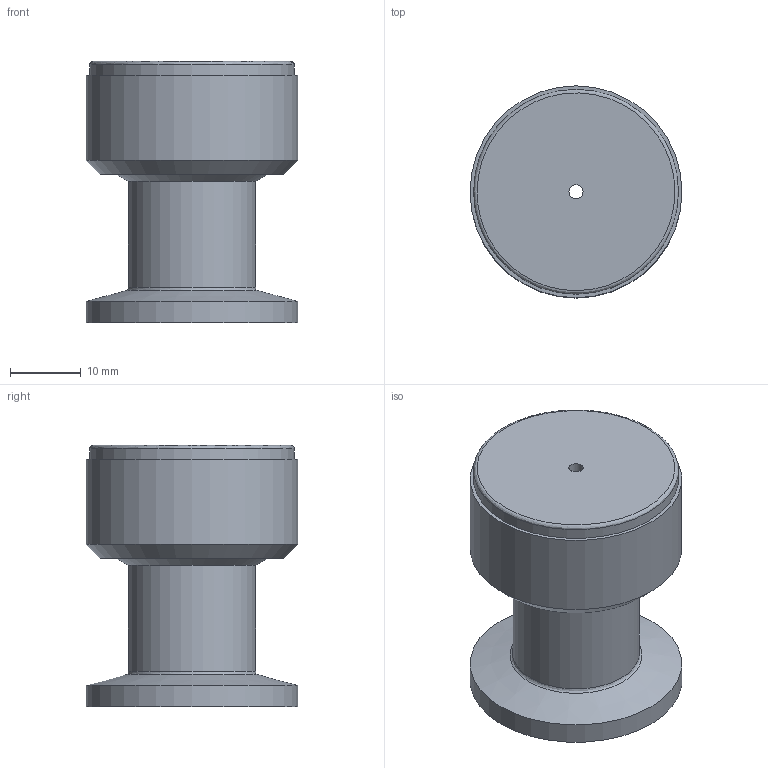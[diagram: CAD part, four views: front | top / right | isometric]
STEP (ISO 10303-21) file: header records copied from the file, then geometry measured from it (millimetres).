
FILE_DESCRIPTION (( 'STEP AP214' ), '1' );
FILE_NAME ('PTC1X1.5KF10 FULLVAC.STEP', '2021-03-15T08:57:58', ( '' ), ( '' ), 'SwSTEP 2.0', 'SolidWorks 2017', '' );
FILE_SCHEMA (( 'AUTOMOTIVE_DESIGN' ));
Length unit declared in the file: millimetre
Products named in the file (3): PTC1X1.5KF10 FULLVAC; 1^PTC1X1.5KF10 FULLVAC; 2^PTC1X1.5KF10 FULLVAC
Assembly tree (2 placements, depth 2):
  PTC1X1.5KF10 FULLVAC
    1^PTC1X1.5KF10 FULLVAC
    2^PTC1X1.5KF10 FULLVAC
Bounding box: 30 x 30 x 37 mm (x, y, z)
Volume: 10846.1 mm3; surface area: 8463.6 mm2
Topology: 2 solids, 2 shells, 27 faces, 51 edges, 32 vertices
Faces by surface type: cylinder 11, plane 8, cone 6, bspline 2
Full cylindrical faces by diameter (mm): 2 x1, 11 x1, 12.2 x1, 16.5 x1, 18 x1, 22 x2, 24 x1, 29 x1, 30 x2
Entity records: 721 total; most frequent: CARTESIAN_POINT 146, DIRECTION 112, AXIS2_PLACEMENT_3D 56, ORIENTED_EDGE 54, EDGE_LOOP 54, FACE_OUTER_BOUND 40, EDGE_CURVE 27, VERTEX_POINT 27
